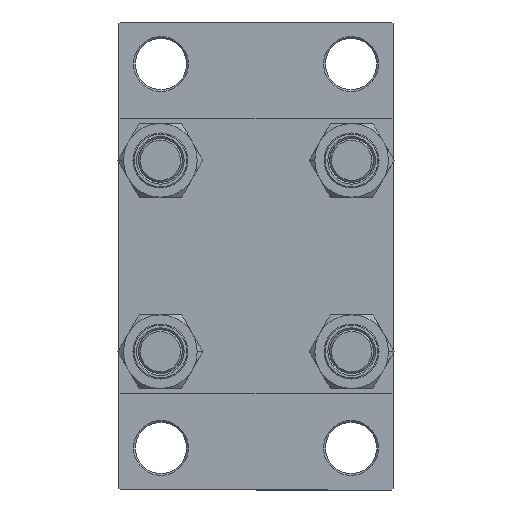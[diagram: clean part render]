
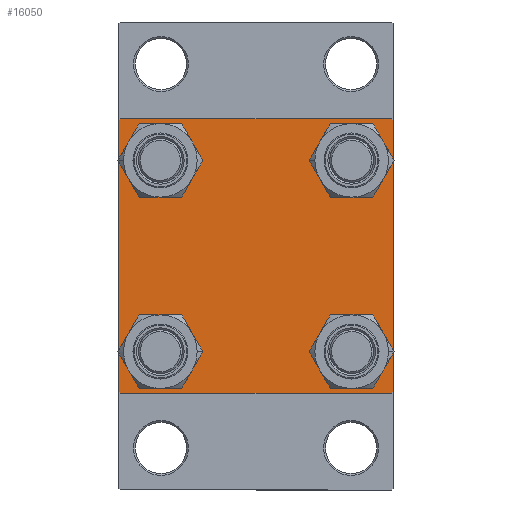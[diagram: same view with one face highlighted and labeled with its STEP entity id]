
A CAD part, left-side view. The second image highlights one B-rep face of the part: STEP entity #16050.
In plain terms, the highlighted planar face has unit normal (-1, 0, 0).
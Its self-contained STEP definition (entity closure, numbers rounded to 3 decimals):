
#72 = VECTOR ( 'NONE', #1454, 1000. ) ;
#232 = VERTEX_POINT ( 'NONE', #12458 ) ;
#289 = CIRCLE ( 'NONE', #45053, 6.5 ) ;
#336 = CARTESIAN_POINT ( 'NONE',  ( 0., 26.15, -26.15 ) ) ;
#410 = VECTOR ( 'NONE', #7936, 1000. ) ;
#868 = CIRCLE ( 'NONE', #40209, 6.5 ) ;
#923 = CARTESIAN_POINT ( 'NONE',  ( 0., -26.15, -19.65 ) ) ;
#1082 = EDGE_CURVE ( 'NONE', #15150, #44839, #13492, .T. ) ;
#1279 = DIRECTION ( 'NONE',  ( 0., 0., 1. ) ) ;
#1454 = DIRECTION ( 'NONE',  ( 0., -0.707, 0.707 ) ) ;
#1707 = CARTESIAN_POINT ( 'NONE',  ( 0., -37., -37.5 ) ) ;
#2190 = PLANE ( 'NONE',  #21430 ) ;
#2555 = CARTESIAN_POINT ( 'NONE',  ( 0., 37.5, 37.5 ) ) ;
#2599 = EDGE_CURVE ( 'NONE', #35024, #44514, #42754, .T. ) ;
#3147 = VERTEX_POINT ( 'NONE', #8352 ) ;
#3519 = LINE ( 'NONE', #47771, #20481 ) ;
#4068 = CARTESIAN_POINT ( 'NONE',  ( 0., 37.5, -37.5 ) ) ;
#4088 = LINE ( 'NONE', #29962, #24912 ) ;
#4240 = VERTEX_POINT ( 'NONE', #5991 ) ;
#4469 = CIRCLE ( 'NONE', #31503, 6.5 ) ;
#5152 = DIRECTION ( 'NONE',  ( 0., 0.707, 0.707 ) ) ;
#5318 = LINE ( 'NONE', #19809, #72 ) ;
#5448 = CARTESIAN_POINT ( 'NONE',  ( 0., -37.5, 37. ) ) ;
#5786 = DIRECTION ( 'NONE',  ( 0., 0.707, -0.707 ) ) ;
#5909 = EDGE_CURVE ( 'NONE', #9989, #35700, #22437, .T. ) ;
#5991 = CARTESIAN_POINT ( 'NONE',  ( 0., -26.15, 32.65 ) ) ;
#6611 = DIRECTION ( 'NONE',  ( 0., -0.707, -0.707 ) ) ;
#7936 = DIRECTION ( 'NONE',  ( 0., -1., 0. ) ) ;
#8002 = AXIS2_PLACEMENT_3D ( 'NONE', #9975, #10925, #43321 ) ;
#8352 = CARTESIAN_POINT ( 'NONE',  ( 0., -26.15, 19.65 ) ) ;
#8455 = ORIENTED_EDGE ( 'NONE', *, *, #30576, .T. ) ;
#8726 = FACE_OUTER_BOUND ( 'NONE', #35772, .T. ) ;
#9975 = CARTESIAN_POINT ( 'NONE',  ( 0., -26.15, -26.15 ) ) ;
#9989 = VERTEX_POINT ( 'NONE', #36238 ) ;
#10169 = DIRECTION ( 'NONE',  ( 1., 0., 0. ) ) ;
#10372 = CARTESIAN_POINT ( 'NONE',  ( 0., -26.15, 26.15 ) ) ;
#10459 = VERTEX_POINT ( 'NONE', #12893 ) ;
#10925 = DIRECTION ( 'NONE',  ( 1., 0., 0. ) ) ;
#11302 = ORIENTED_EDGE ( 'NONE', *, *, #1082, .T. ) ;
#11348 = EDGE_CURVE ( 'NONE', #17901, #22703, #46401, .T. ) ;
#11363 = ORIENTED_EDGE ( 'NONE', *, *, #22178, .T. ) ;
#11705 = VECTOR ( 'NONE', #5152, 1000. ) ;
#12458 = CARTESIAN_POINT ( 'NONE',  ( 0., 26.15, -32.65 ) ) ;
#12739 = VERTEX_POINT ( 'NONE', #5448 ) ;
#12893 = CARTESIAN_POINT ( 'NONE',  ( 0., 37.5, -37. ) ) ;
#12976 = VECTOR ( 'NONE', #6611, 1000. ) ;
#13492 = CIRCLE ( 'NONE', #47494, 6.5 ) ;
#13944 = DIRECTION ( 'NONE',  ( 1., 0., 0. ) ) ;
#14740 = CARTESIAN_POINT ( 'NONE',  ( 0., -26.15, -26.15 ) ) ;
#15150 = VERTEX_POINT ( 'NONE', #27089 ) ;
#15322 = CARTESIAN_POINT ( 'NONE',  ( 0., 26.15, 26.15 ) ) ;
#15778 = CARTESIAN_POINT ( 'NONE',  ( 0., -26.15, 26.15 ) ) ;
#16050 = ADVANCED_FACE ( 'NONE', ( #16452, #42796, #20550, #31207, #8726 ), #2190, .T. ) ;
#16233 = EDGE_LOOP ( 'NONE', ( #28427, #20276 ) ) ;
#16452 = FACE_BOUND ( 'NONE', #16233, .T. ) ;
#17066 = EDGE_CURVE ( 'NONE', #10459, #9989, #44076, .T. ) ;
#17136 = CARTESIAN_POINT ( 'NONE',  ( 0., 37.5, 37. ) ) ;
#17187 = CARTESIAN_POINT ( 'NONE',  ( 0., -37., 37.5 ) ) ;
#17901 = VERTEX_POINT ( 'NONE', #44319 ) ;
#19809 = CARTESIAN_POINT ( 'NONE',  ( 0., -37.25, -37.25 ) ) ;
#20037 = ORIENTED_EDGE ( 'NONE', *, *, #29426, .T. ) ;
#20276 = ORIENTED_EDGE ( 'NONE', *, *, #23624, .T. ) ;
#20481 = VECTOR ( 'NONE', #29392, 1000. ) ;
#20550 = FACE_BOUND ( 'NONE', #39317, .T. ) ;
#20887 = EDGE_LOOP ( 'NONE', ( #25852, #11363 ) ) ;
#21399 = AXIS2_PLACEMENT_3D ( 'NONE', #15778, #47529, #1279 ) ;
#21430 = AXIS2_PLACEMENT_3D ( 'NONE', #27581, #42324, #24423 ) ;
#21641 = LINE ( 'NONE', #2555, #42691 ) ;
#22178 = EDGE_CURVE ( 'NONE', #44514, #35024, #4469, .T. ) ;
#22231 = CARTESIAN_POINT ( 'NONE',  ( 0., 26.15, 32.65 ) ) ;
#22437 = LINE ( 'NONE', #4068, #410 ) ;
#22633 = EDGE_CURVE ( 'NONE', #35700, #30266, #5318, .T. ) ;
#22703 = VERTEX_POINT ( 'NONE', #17136 ) ;
#22953 = VECTOR ( 'NONE', #5786, 1000. ) ;
#23624 = EDGE_CURVE ( 'NONE', #3147, #4240, #868, .T. ) ;
#24423 = DIRECTION ( 'NONE',  ( 0., 0., 1. ) ) ;
#24487 = CIRCLE ( 'NONE', #21399, 6.5 ) ;
#24912 = VECTOR ( 'NONE', #30199, 1000. ) ;
#25852 = ORIENTED_EDGE ( 'NONE', *, *, #2599, .T. ) ;
#27089 = CARTESIAN_POINT ( 'NONE',  ( 0., 26.15, 19.65 ) ) ;
#27149 = CARTESIAN_POINT ( 'NONE',  ( 0., -37.25, 37.25 ) ) ;
#27581 = CARTESIAN_POINT ( 'NONE',  ( 0., 0., 0. ) ) ;
#27727 = EDGE_CURVE ( 'NONE', #12739, #31701, #44800, .T. ) ;
#28427 = ORIENTED_EDGE ( 'NONE', *, *, #37611, .T. ) ;
#29147 = VERTEX_POINT ( 'NONE', #45949 ) ;
#29392 = DIRECTION ( 'NONE',  ( 0., 0., -1. ) ) ;
#29426 = EDGE_CURVE ( 'NONE', #44839, #15150, #31815, .T. ) ;
#29962 = CARTESIAN_POINT ( 'NONE',  ( 0., 37.5, 37.5 ) ) ;
#30143 = CARTESIAN_POINT ( 'NONE',  ( 0., 26.15, -26.15 ) ) ;
#30185 = EDGE_CURVE ( 'NONE', #17901, #31701, #4088, .T. ) ;
#30199 = DIRECTION ( 'NONE',  ( 0., -1., 0. ) ) ;
#30266 = VERTEX_POINT ( 'NONE', #31858 ) ;
#30576 = EDGE_CURVE ( 'NONE', #232, #29147, #34982, .T. ) ;
#30601 = DIRECTION ( 'NONE',  ( 0., 0., 1. ) ) ;
#31207 = FACE_BOUND ( 'NONE', #32286, .T. ) ;
#31215 = EDGE_CURVE ( 'NONE', #22703, #10459, #21641, .T. ) ;
#31503 = AXIS2_PLACEMENT_3D ( 'NONE', #14740, #10169, #47156 ) ;
#31701 = VERTEX_POINT ( 'NONE', #17187 ) ;
#31815 = CIRCLE ( 'NONE', #39541, 6.5 ) ;
#31858 = CARTESIAN_POINT ( 'NONE',  ( 0., -37.5, -37. ) ) ;
#32286 = EDGE_LOOP ( 'NONE', ( #20037, #11302 ) ) ;
#32360 = ORIENTED_EDGE ( 'NONE', *, *, #31215, .T. ) ;
#32889 = ORIENTED_EDGE ( 'NONE', *, *, #39025, .T. ) ;
#33005 = ORIENTED_EDGE ( 'NONE', *, *, #17066, .T. ) ;
#33010 = DIRECTION ( 'NONE',  ( 0., 0., -1. ) ) ;
#33409 = CARTESIAN_POINT ( 'NONE',  ( 0., -26.15, -32.65 ) ) ;
#33517 = DIRECTION ( 'NONE',  ( 1., 0., 0. ) ) ;
#34982 = CIRCLE ( 'NONE', #44231, 6.5 ) ;
#35024 = VERTEX_POINT ( 'NONE', #923 ) ;
#35700 = VERTEX_POINT ( 'NONE', #1707 ) ;
#35772 = EDGE_LOOP ( 'NONE', ( #32360, #33005, #44976, #47099, #47029, #39415, #36310, #44072 ) ) ;
#36238 = CARTESIAN_POINT ( 'NONE',  ( 0., 37., -37.5 ) ) ;
#36310 = ORIENTED_EDGE ( 'NONE', *, *, #30185, .F. ) ;
#36501 = EDGE_CURVE ( 'NONE', #12739, #30266, #3519, .T. ) ;
#37611 = EDGE_CURVE ( 'NONE', #4240, #3147, #24487, .T. ) ;
#39025 = EDGE_CURVE ( 'NONE', #29147, #232, #289, .T. ) ;
#39317 = EDGE_LOOP ( 'NONE', ( #32889, #8455 ) ) ;
#39415 = ORIENTED_EDGE ( 'NONE', *, *, #27727, .T. ) ;
#39541 = AXIS2_PLACEMENT_3D ( 'NONE', #15322, #13944, #47076 ) ;
#39625 = DIRECTION ( 'NONE',  ( 1., 0., 0. ) ) ;
#40209 = AXIS2_PLACEMENT_3D ( 'NONE', #10372, #39625, #42782 ) ;
#40448 = CARTESIAN_POINT ( 'NONE',  ( 0., 37.25, -37.25 ) ) ;
#40982 = CARTESIAN_POINT ( 'NONE',  ( 0., 26.15, 26.15 ) ) ;
#41248 = DIRECTION ( 'NONE',  ( 0., 0., 1. ) ) ;
#42324 = DIRECTION ( 'NONE',  ( -1., 0., 0. ) ) ;
#42531 = CARTESIAN_POINT ( 'NONE',  ( 0., 37.25, 37.25 ) ) ;
#42691 = VECTOR ( 'NONE', #33010, 1000. ) ;
#42754 = CIRCLE ( 'NONE', #8002, 6.5 ) ;
#42782 = DIRECTION ( 'NONE',  ( 0., 0., 1. ) ) ;
#42796 = FACE_BOUND ( 'NONE', #20887, .T. ) ;
#43321 = DIRECTION ( 'NONE',  ( 0., 0., 1. ) ) ;
#44072 = ORIENTED_EDGE ( 'NONE', *, *, #11348, .T. ) ;
#44076 = LINE ( 'NONE', #40448, #12976 ) ;
#44231 = AXIS2_PLACEMENT_3D ( 'NONE', #30143, #33517, #41248 ) ;
#44319 = CARTESIAN_POINT ( 'NONE',  ( 0., 37., 37.5 ) ) ;
#44377 = DIRECTION ( 'NONE',  ( 1., 0., 0. ) ) ;
#44514 = VERTEX_POINT ( 'NONE', #33409 ) ;
#44568 = DIRECTION ( 'NONE',  ( 1., 0., 0. ) ) ;
#44800 = LINE ( 'NONE', #27149, #11705 ) ;
#44839 = VERTEX_POINT ( 'NONE', #22231 ) ;
#44976 = ORIENTED_EDGE ( 'NONE', *, *, #5909, .T. ) ;
#45053 = AXIS2_PLACEMENT_3D ( 'NONE', #336, #44568, #45288 ) ;
#45288 = DIRECTION ( 'NONE',  ( 0., 0., 1. ) ) ;
#45949 = CARTESIAN_POINT ( 'NONE',  ( 0., 26.15, -19.65 ) ) ;
#46401 = LINE ( 'NONE', #42531, #22953 ) ;
#47029 = ORIENTED_EDGE ( 'NONE', *, *, #36501, .F. ) ;
#47076 = DIRECTION ( 'NONE',  ( 0., 0., 1. ) ) ;
#47099 = ORIENTED_EDGE ( 'NONE', *, *, #22633, .T. ) ;
#47156 = DIRECTION ( 'NONE',  ( 0., 0., 1. ) ) ;
#47494 = AXIS2_PLACEMENT_3D ( 'NONE', #40982, #44377, #30601 ) ;
#47529 = DIRECTION ( 'NONE',  ( 1., 0., 0. ) ) ;
#47771 = CARTESIAN_POINT ( 'NONE',  ( 0., -37.5, 37.5 ) ) ;
